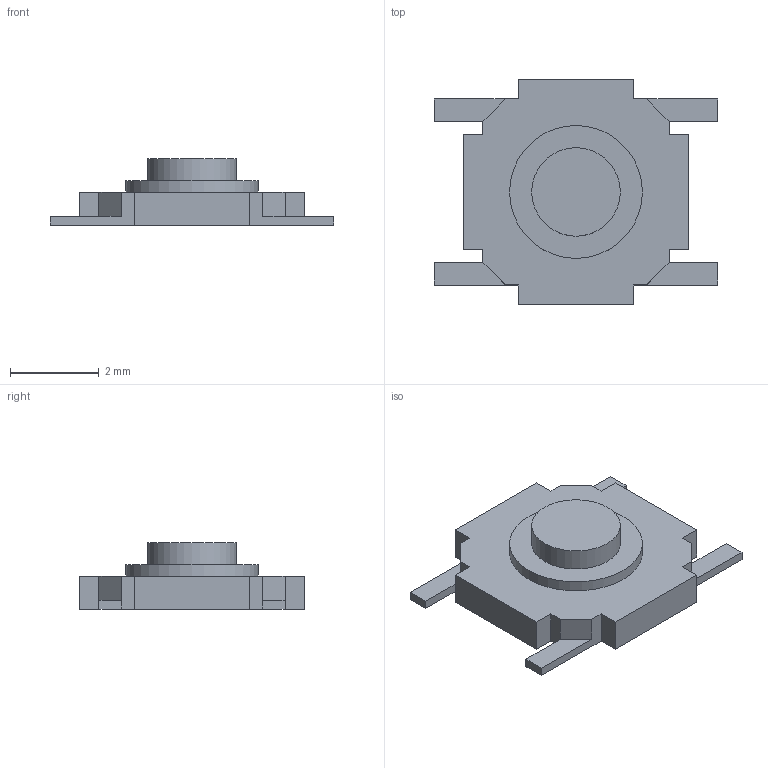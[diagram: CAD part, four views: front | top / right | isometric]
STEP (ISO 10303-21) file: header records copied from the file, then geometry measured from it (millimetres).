
FILE_DESCRIPTION( ( 'Unknown' ), '1' );
FILE_NAME( 'Microswitch PTS525 SM15 SMTR2 LFS.stp', 'Unknown', ( 'Unknown' ), ( 'Unknown' ), 'PSStep 17.0.49', 'Unknown', ' ' );
FILE_SCHEMA( ( 'AUTOMOTIVE_DESIGN { 1 0 10303 214 1 1 1 1 }' ) );
Length unit declared in the file: millimetre
Products named in the file (1): 1
Bounding box: 6.4 x 5.1 x 1.5 mm (x, y, z)
Volume: 20.2 mm3; surface area: 71 mm2
Topology: 1 solids, 1 shells, 42 faces, 111 edges, 73 vertices
Faces by surface type: plane 40, cylinder 2
Full cylindrical faces by diameter (mm): 2 x1, 3 x1
Entity records: 1608 total; most frequent: CARTESIAN_POINT 223, ORIENTED_EDGE 216, DIRECTION 198, EDGE_CURVE 108, LINE 104, VECTOR 104, VERTEX_POINT 72, AXIS2_PLACEMENT_3D 47
